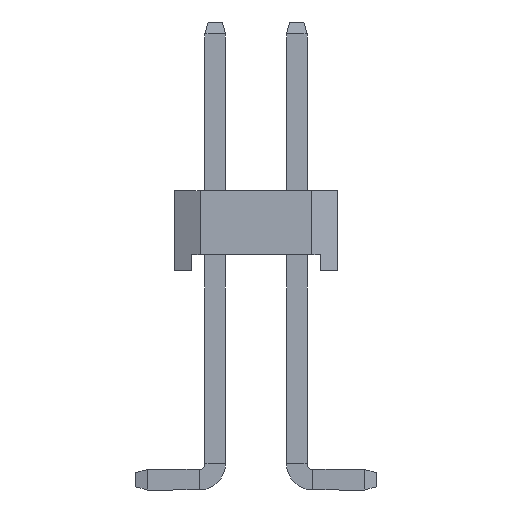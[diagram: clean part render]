
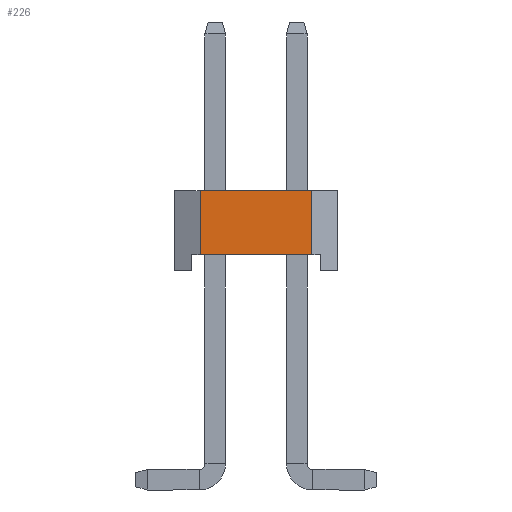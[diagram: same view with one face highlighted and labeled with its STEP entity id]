
A CAD part, left-side view. The second image highlights one B-rep face of the part: STEP entity #226.
In plain terms, the highlighted planar face has unit normal (-1, 0, 0).
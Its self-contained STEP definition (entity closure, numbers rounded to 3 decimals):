
#226 = ADVANCED_FACE ( 'NONE', ( #1240 ), #7494, .F. ) ;
#835 = CARTESIAN_POINT ( 'NONE',  ( -8.89, -1.74, 9.5 ) ) ;
#1240 = FACE_OUTER_BOUND ( 'NONE', #6318, .T. ) ;
#1321 = LINE ( 'NONE', #8294, #4051 ) ;
#1528 = CARTESIAN_POINT ( 'NONE',  ( -8.89, 1.74, 2.5 ) ) ;
#1910 = EDGE_CURVE ( 'NONE', #4817, #9487, #3919, .T. ) ;
#2056 = DIRECTION ( 'NONE',  ( 0., 1., 0. ) ) ;
#2266 = VECTOR ( 'NONE', #2056, 1000. ) ;
#2539 = CARTESIAN_POINT ( 'NONE',  ( -8.89, -1.74, 2.5 ) ) ;
#2829 = LINE ( 'NONE', #4231, #2266 ) ;
#2877 = DIRECTION ( 'NONE',  ( 1., 0., 0. ) ) ;
#3634 = LINE ( 'NONE', #8249, #9785 ) ;
#3919 = LINE ( 'NONE', #835, #4300 ) ;
#4051 = VECTOR ( 'NONE', #7525, 1000. ) ;
#4231 = CARTESIAN_POINT ( 'NONE',  ( -8.89, 2., 0.5 ) ) ;
#4300 = VECTOR ( 'NONE', #7864, 1000. ) ;
#4306 = DIRECTION ( 'NONE',  ( 0., -1., 0. ) ) ;
#4331 = AXIS2_PLACEMENT_3D ( 'NONE', #5955, #2877, #10027 ) ;
#4817 = VERTEX_POINT ( 'NONE', #2539 ) ;
#5286 = EDGE_CURVE ( 'NONE', #8638, #6772, #1321, .T. ) ;
#5312 = EDGE_CURVE ( 'NONE', #8638, #4817, #3634, .T. ) ;
#5955 = CARTESIAN_POINT ( 'NONE',  ( -8.89, -2.54, 2.5 ) ) ;
#6104 = ORIENTED_EDGE ( 'NONE', *, *, #1910, .F. ) ;
#6318 = EDGE_LOOP ( 'NONE', ( #6688, #8454, #6104, #7765 ) ) ;
#6688 = ORIENTED_EDGE ( 'NONE', *, *, #5286, .T. ) ;
#6772 = VERTEX_POINT ( 'NONE', #6815 ) ;
#6815 = CARTESIAN_POINT ( 'NONE',  ( -8.89, 1.74, 0.5 ) ) ;
#7494 = PLANE ( 'NONE',  #4331 ) ;
#7525 = DIRECTION ( 'NONE',  ( 0., 0., -1. ) ) ;
#7765 = ORIENTED_EDGE ( 'NONE', *, *, #5312, .F. ) ;
#7864 = DIRECTION ( 'NONE',  ( 0., 0., -1. ) ) ;
#8249 = CARTESIAN_POINT ( 'NONE',  ( -8.89, -2.54, 2.5 ) ) ;
#8294 = CARTESIAN_POINT ( 'NONE',  ( -8.89, 1.74, 2.5 ) ) ;
#8454 = ORIENTED_EDGE ( 'NONE', *, *, #9469, .F. ) ;
#8638 = VERTEX_POINT ( 'NONE', #1528 ) ;
#9469 = EDGE_CURVE ( 'NONE', #9487, #6772, #2829, .T. ) ;
#9487 = VERTEX_POINT ( 'NONE', #9777 ) ;
#9777 = CARTESIAN_POINT ( 'NONE',  ( -8.89, -1.74, 0.5 ) ) ;
#9785 = VECTOR ( 'NONE', #4306, 1000. ) ;
#10027 = DIRECTION ( 'NONE',  ( 0., 0., -1. ) ) ;
